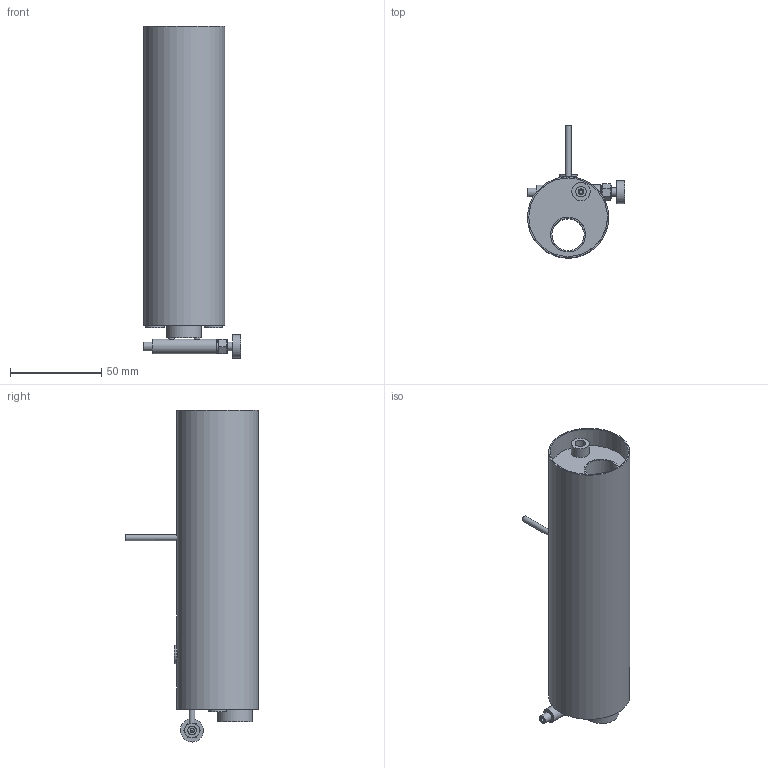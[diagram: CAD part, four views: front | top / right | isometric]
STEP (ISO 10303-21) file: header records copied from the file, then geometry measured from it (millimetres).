
FILE_DESCRIPTION(/* description */ ('ARM1G'),/* implementation_level */ '2;1');
FILE_NAME(/* name */ 'Boiler assembly',/* time_stamp */ '2020-05-03T12:05:36+01:00',/* author */ ('Keith Bucklitch'),/* organization */ ('G1MRA'),/* preprocessor_version */ 'ST-DEVELOPER v16.7',/* originating_system */ 'Solid Edge',/* authorisation */ 'Unknown');
FILE_SCHEMA (('AUTOMOTIVE_DESIGN {1 0 10303 214 3 1 1}'));
Length unit declared in the file: millimetre
Products named in the file (12): Boiler assembly; Gland nut; Regulator spindle; Steam inlet pipe; Steam manifold; Standard boiler bush; Take-off bush; Steam pipe; Firetube; Rear tubeplate; Front tubeplate; Boiler barrel
Assembly tree (13 placements, depth 2):
  Boiler assembly
    Gland nut
    Regulator spindle
    Steam inlet pipe
    Steam manifold
    Standard boiler bush  x3
    Take-off bush
    Steam pipe
    Firetube
    Rear tubeplate
    Front tubeplate
    Boiler barrel
Bounding box: 53.52 x 72.5 x 181.98 mm (x, y, z)
Volume: 30531.2 mm3; surface area: 77638.1 mm2
Topology: 13 solids, 13 shells, 101 faces, 196 edges, 130 vertices
Faces by surface type: plane 50, cylinder 46, cone 3, torus 2
Full cylindrical faces by diameter (mm): 2.175 x1, 2.3 x2, 2.4 x1, 3.175 x10, 3.9 x1, 4 x1, 4.763 x2, 4.9 x2, 5.8 x4, 6.35 x2, 8 x7, 10 x4, 12.7 x1, 17.65 x1, 19.05 x3, 43.05 x2, 43.1 x1, 44.5 x1
Entity records: 2617 total; most frequent: CARTESIAN_POINT 460, DIRECTION 394, ORIENTED_EDGE 242, AXIS2_PLACEMENT_3D 190, FACE_BOUND 179, EDGE_LOOP 178, EDGE_CURVE 121, VERTEX_POINT 108
